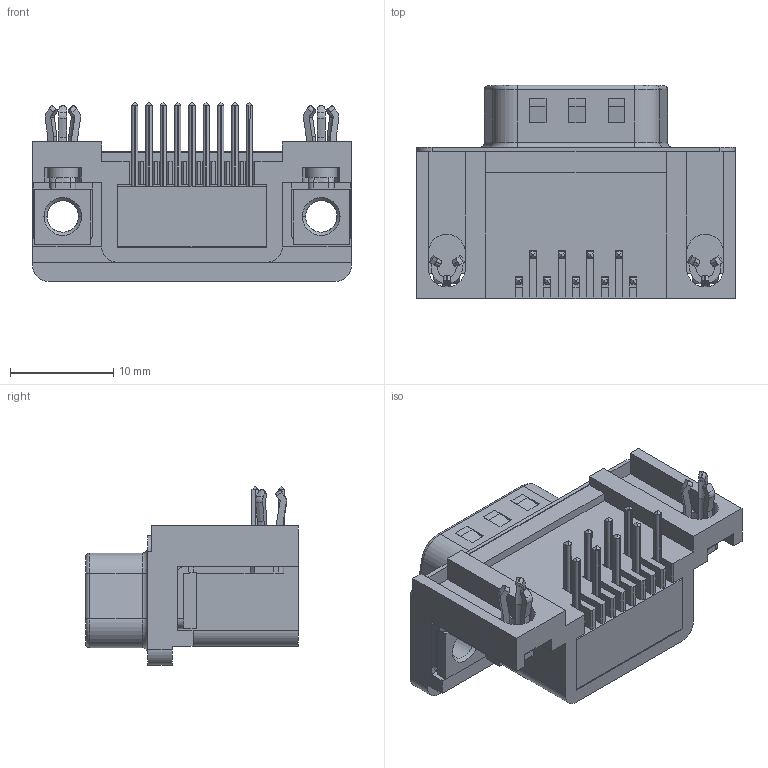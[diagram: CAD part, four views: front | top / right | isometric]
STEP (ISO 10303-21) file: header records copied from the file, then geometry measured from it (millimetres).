
FILE_DESCRIPTION((''),'2;1');
FILE_NAME('D123D1P1123311N0-H','2020-11-19T',('gc7'),(''),'PRO/ENGINEER BY PARAMETRIC TECHNOLOGY CORPORATION, 2010480','PRO/ENGINEER BY PARAMETRIC TECHNOLOGY CORPORATION, 2010480','');
FILE_SCHEMA(('CONFIG_CONTROL_DESIGN'));
Length unit declared in the file: millimetre
Products named in the file (1): D123D1P1123311N0-H
Bounding box: 30.81 x 20.6 x 17.27 mm (x, y, z)
Volume: 3271.5 mm3; surface area: 6018 mm2
Topology: 1 solids, 5 shells, 1607 faces, 4388 edges, 2856 vertices
Faces by surface type: plane 1047, cylinder 410, torus 68, sphere 36, cone 34, bspline 12
Entity records: 51749 total; most frequent: CARTESIAN_POINT 10788, ORIENTED_EDGE 8704, DIRECTION 8254, EDGE_CURVE 4352, VECTOR 3104, LINE 3104, VERTEX_POINT 2856, AXIS2_PLACEMENT_3D 2575
